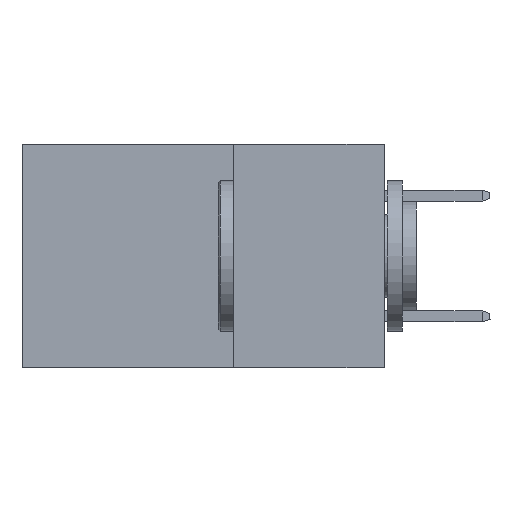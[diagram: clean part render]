
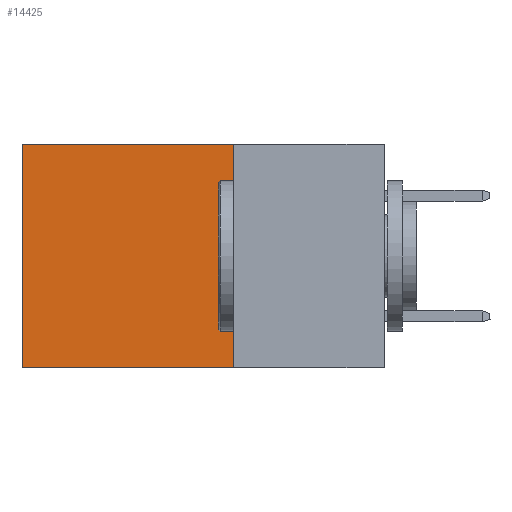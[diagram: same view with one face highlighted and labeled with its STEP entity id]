
A CAD part, left-side view. The second image highlights one B-rep face of the part: STEP entity #14425.
In plain terms, the highlighted planar face has unit normal (-1, 0, 0).
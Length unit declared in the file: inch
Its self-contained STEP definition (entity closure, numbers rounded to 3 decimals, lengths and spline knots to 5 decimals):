
#90 = EDGE_CURVE ( 'NONE', #16030, #11639, #7754, .T. ) ;
#337 = DIRECTION ( 'NONE',  ( 0., 1., 0. ) ) ;
#1421 = VECTOR ( 'NONE', #9277, 39.37008 ) ;
#1483 = LINE ( 'NONE', #6776, #13622 ) ;
#1545 = CARTESIAN_POINT ( 'NONE',  ( 0.2615, 0.25, -0.37 ) ) ;
#3030 = EDGE_CURVE ( 'NONE', #12813, #11639, #9318, .T. ) ;
#3130 = CARTESIAN_POINT ( 'NONE',  ( 0.2615, 0.25, -0.37 ) ) ;
#3684 = VECTOR ( 'NONE', #5839, 39.37008 ) ;
#4687 = DIRECTION ( 'NONE',  ( 1., 0., 0. ) ) ;
#5160 = EDGE_LOOP ( 'NONE', ( #7046, #14597, #15192, #15234 ) ) ;
#5555 = LINE ( 'NONE', #6206, #1421 ) ;
#5839 = DIRECTION ( 'NONE',  ( 0., 0., -1. ) ) ;
#6087 = PLANE ( 'NONE',  #12486 ) ;
#6206 = CARTESIAN_POINT ( 'NONE',  ( 0.2615, 0.25, -0.37 ) ) ;
#6255 = EDGE_CURVE ( 'NONE', #11787, #16030, #1483, .T. ) ;
#6387 = CARTESIAN_POINT ( 'NONE',  ( 0.2615, 0.6, -0.37 ) ) ;
#6742 = DIRECTION ( 'NONE',  ( 0., 1., 0. ) ) ;
#6776 = CARTESIAN_POINT ( 'NONE',  ( 0.2615, 0.25, 0. ) ) ;
#6980 = CARTESIAN_POINT ( 'NONE',  ( 0.2615, 0.6, 0. ) ) ;
#7046 = ORIENTED_EDGE ( 'NONE', *, *, #90, .T. ) ;
#7641 = EDGE_CURVE ( 'NONE', #11787, #12813, #5555, .T. ) ;
#7754 = LINE ( 'NONE', #6387, #3684 ) ;
#7841 = FACE_OUTER_BOUND ( 'NONE', #5160, .T. ) ;
#9277 = DIRECTION ( 'NONE',  ( 0., 0., -1. ) ) ;
#9318 = LINE ( 'NONE', #3130, #9809 ) ;
#9809 = VECTOR ( 'NONE', #337, 39.37008 ) ;
#11639 = VERTEX_POINT ( 'NONE', #18930 ) ;
#11787 = VERTEX_POINT ( 'NONE', #16318 ) ;
#12486 = AXIS2_PLACEMENT_3D ( 'NONE', #1545, #4687, #15162 ) ;
#12813 = VERTEX_POINT ( 'NONE', #14156 ) ;
#13622 = VECTOR ( 'NONE', #6742, 39.37008 ) ;
#14156 = CARTESIAN_POINT ( 'NONE',  ( 0.2615, 0.25, -0.37 ) ) ;
#14425 = ADVANCED_FACE ( 'NONE', ( #7841 ), #6087, .F. ) ;
#14597 = ORIENTED_EDGE ( 'NONE', *, *, #3030, .F. ) ;
#15162 = DIRECTION ( 'NONE',  ( 0., 0., -1. ) ) ;
#15192 = ORIENTED_EDGE ( 'NONE', *, *, #7641, .F. ) ;
#15234 = ORIENTED_EDGE ( 'NONE', *, *, #6255, .T. ) ;
#16030 = VERTEX_POINT ( 'NONE', #6980 ) ;
#16318 = CARTESIAN_POINT ( 'NONE',  ( 0.2615, 0.25, 0. ) ) ;
#18930 = CARTESIAN_POINT ( 'NONE',  ( 0.2615, 0.6, -0.37 ) ) ;
